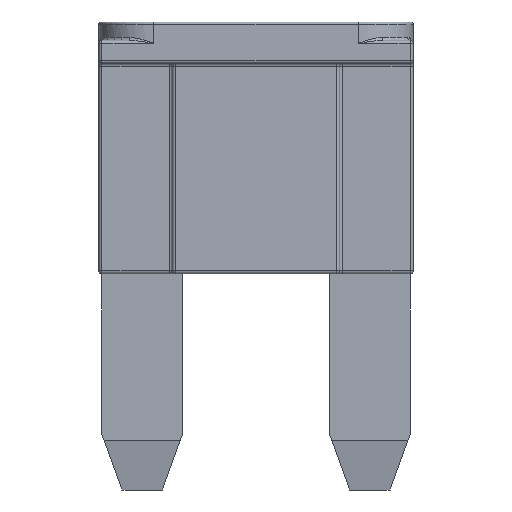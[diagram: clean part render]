
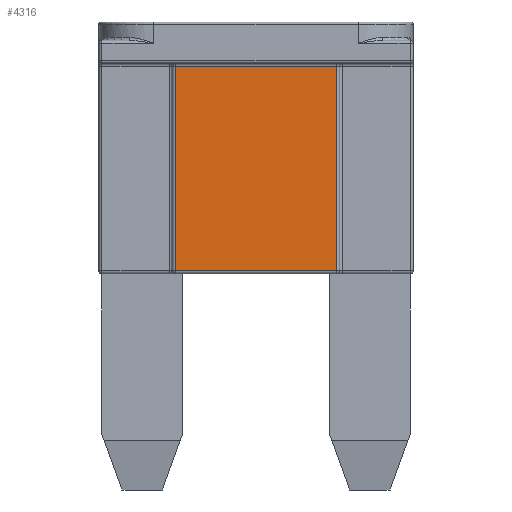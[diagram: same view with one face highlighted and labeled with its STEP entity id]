
A CAD part, front view. The second image highlights one B-rep face of the part: STEP entity #4316.
In plain terms, the highlighted planar face has unit normal (0, -1, 0).
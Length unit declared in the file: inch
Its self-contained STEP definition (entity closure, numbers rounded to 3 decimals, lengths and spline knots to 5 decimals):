
#699=FACE_OUTER_BOUND('',#962,.T.);
#962=EDGE_LOOP('',(#3612,#3613,#3614,#3615));
#1285=LINE('',#7741,#1615);
#1286=LINE('',#7743,#1616);
#1287=LINE('',#7747,#1617);
#1321=LINE('',#8078,#1651);
#1615=VECTOR('',#5405,0.27953);
#1616=VECTOR('',#5408,0.22047);
#1617=VECTOR('',#5413,0.27953);
#1651=VECTOR('',#5567,0.22047);
#1976=VERTEX_POINT('',#7321);
#1979=VERTEX_POINT('',#7332);
#2004=VERTEX_POINT('',#7739);
#2005=VERTEX_POINT('',#7745);
#2534=EDGE_CURVE('',#2004,#1976,#1285,.T.);
#2535=EDGE_CURVE('',#1976,#1979,#1286,.T.);
#2537=EDGE_CURVE('',#1979,#2005,#1287,.F.);
#2609=EDGE_CURVE('',#2005,#2004,#1321,.T.);
#3612=ORIENTED_EDGE('',*,*,#2535,.F.);
#3613=ORIENTED_EDGE('',*,*,#2534,.F.);
#3614=ORIENTED_EDGE('',*,*,#2609,.F.);
#3615=ORIENTED_EDGE('',*,*,#2537,.F.);
#4122=PLANE('',#4661);
#4316=ADVANCED_FACE('',(#699),#4122,.F.);
#4661=AXIS2_PLACEMENT_3D('',#8077,#5565,#5566);
#5405=DIRECTION('',(0.,0.,1.));
#5408=DIRECTION('',(1.,0.,0.));
#5413=DIRECTION('',(0.,0.,1.));
#5565=DIRECTION('center_axis',(0.,1.,0.));
#5566=DIRECTION('ref_axis',(0.,0.,1.));
#5567=DIRECTION('',(-1.,0.,0.));
#7321=CARTESIAN_POINT('',(-0.11024,-0.06693,0.28346));
#7332=CARTESIAN_POINT('',(0.11024,-0.06693,0.28346));
#7739=CARTESIAN_POINT('',(-0.11024,-0.06693,0.00394));
#7741=CARTESIAN_POINT('',(-0.11024,-0.06693,0.00394));
#7743=CARTESIAN_POINT('',(-0.11024,-0.06693,0.28346));
#7745=CARTESIAN_POINT('',(0.11024,-0.06693,0.00394));
#7747=CARTESIAN_POINT('',(0.11024,-0.06693,0.00394));
#8077=CARTESIAN_POINT('Origin',(-0.11417,-0.06693,
0.));
#8078=CARTESIAN_POINT('',(0.11024,-0.06693,0.00394));
